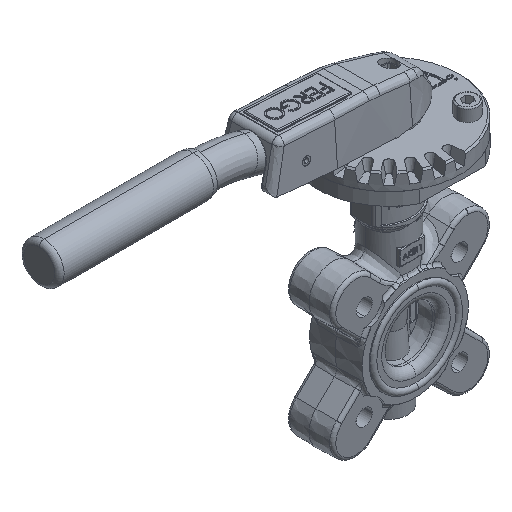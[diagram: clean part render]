
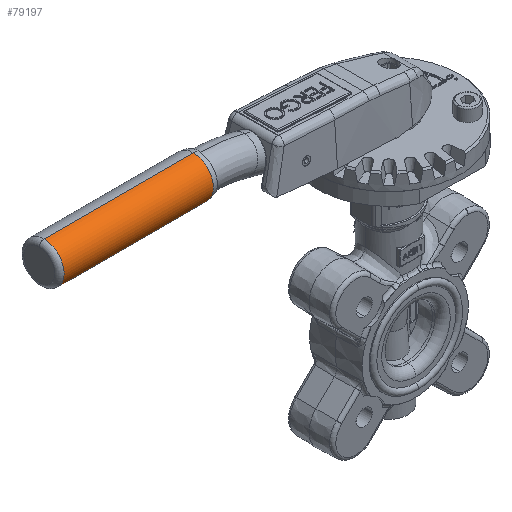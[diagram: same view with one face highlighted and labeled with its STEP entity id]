
A CAD part, isometric view. The second image highlights one B-rep face of the part: STEP entity #79197.
In plain terms, the highlighted cylindrical face has radius 12.65 mm (diameter 25.3 mm), a partial arc.
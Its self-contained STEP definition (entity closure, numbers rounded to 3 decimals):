
#91 = CARTESIAN_POINT ( 'NONE',  ( -151.905, 83.48, 234.486 ) ) ;
#941 = CYLINDRICAL_SURFACE ( 'NONE', #64564, 12.65 ) ;
#1385 = DIRECTION ( 'NONE',  ( 1., 0., 0. ) ) ;
#2865 = B_SPLINE_CURVE_WITH_KNOTS ( 'NONE', 3,
 ( #42066, #48095, #61956, #55055 ),
 .UNSPECIFIED., .F., .F.,
 ( 4, 4 ),
 ( 0., 1. ),
 .UNSPECIFIED. ) ;
#3904 = CARTESIAN_POINT ( 'NONE',  ( -57.905, 77.53, 248.851 ) ) ;
#5273 = CARTESIAN_POINT ( 'NONE',  ( -57.905, 88.195, 258.19 ) ) ;
#7055 = CARTESIAN_POINT ( 'NONE',  ( -151.905, 77.53, 242.228 ) ) ;
#7508 = CARTESIAN_POINT ( 'NONE',  ( -151.905, 86.54, 257.86 ) ) ;
#9217 = FACE_OUTER_BOUND ( 'NONE', #25027, .T. ) ;
#12044 = B_SPLINE_CURVE_WITH_KNOTS ( 'NONE', 3,
 ( #43725, #51638, #65896, #64990 ),
 .UNSPECIFIED., .F., .F.,
 ( 4, 4 ),
 ( 0., 1. ),
 .UNSPECIFIED. ) ;
#12184 = CARTESIAN_POINT ( 'NONE',  ( -57.905, 88.195, 232.89 ) ) ;
#13051 = CARTESIAN_POINT ( 'NONE',  ( -151.905, 77.201, 247.195 ) ) ;
#13511 = CARTESIAN_POINT ( 'NONE',  ( -151.905, 77.53, 248.851 ) ) ;
#14407 = CARTESIAN_POINT ( 'NONE',  ( -151.905, 79.735, 253.314 ) ) ;
#18823 = CARTESIAN_POINT ( 'NONE',  ( -57.905, 89.851, 258.19 ) ) ;
#25027 = EDGE_LOOP ( 'NONE', ( #88113, #57540, #61442, #53213 ) ) ;
#26001 = CARTESIAN_POINT ( 'NONE',  ( -151.905, 89.851, 232.89 ) ) ;
#27764 = CARTESIAN_POINT ( 'NONE',  ( -151.905, 82.077, 255.655 ) ) ;
#28454 = EDGE_CURVE ( 'NONE', #70526, #51702, #12044, .T. ) ;
#28682 = CARTESIAN_POINT ( 'NONE',  ( -151.905, 82.077, 235.424 ) ) ;
#30089 = CARTESIAN_POINT ( 'NONE',  ( -57.905, 89.851, 232.89 ) ) ;
#32006 = CARTESIAN_POINT ( 'NONE',  ( -57.905, 78.798, 239.169 ) ) ;
#32927 = CARTESIAN_POINT ( 'NONE',  ( -57.905, 82.077, 255.655 ) ) ;
#39846 = CARTESIAN_POINT ( 'NONE',  ( -57.905, 83.48, 234.486 ) ) ;
#42066 = CARTESIAN_POINT ( 'NONE',  ( -57.905, 89.851, 258.19 ) ) ;
#43725 = CARTESIAN_POINT ( 'NONE',  ( -151.905, 89.851, 232.89 ) ) ;
#46293 = CARTESIAN_POINT ( 'NONE',  ( -57.905, 79.735, 253.314 ) ) ;
#46795 = VERTEX_POINT ( 'NONE', #83142 ) ;
#47213 = CARTESIAN_POINT ( 'NONE',  ( -57.905, 77.53, 242.228 ) ) ;
#48095 = CARTESIAN_POINT ( 'NONE',  ( -89.238, 89.851, 258.19 ) ) ;
#48988 = CARTESIAN_POINT ( 'NONE',  ( -151.905, 78.798, 251.91 ) ) ;
#51638 = CARTESIAN_POINT ( 'NONE',  ( -120.571, 89.851, 232.89 ) ) ;
#51702 = VERTEX_POINT ( 'NONE', #30089 ) ;
#53213 = ORIENTED_EDGE ( 'NONE', *, *, #28454, .T. ) ;
#53739 = CARTESIAN_POINT ( 'NONE',  ( -57.905, 82.077, 235.424 ) ) ;
#55055 = CARTESIAN_POINT ( 'NONE',  ( -151.905, 89.851, 258.19 ) ) ;
#55487 = CARTESIAN_POINT ( 'NONE',  ( -151.905, 79.735, 237.766 ) ) ;
#57540 = ORIENTED_EDGE ( 'NONE', *, *, #68474, .T. ) ;
#59320 = B_SPLINE_CURVE_WITH_KNOTS ( 'NONE', 3,
 ( #84061, #71064, #7508, #62873, #27764, #14407, #48988, #13511, #13051, #70172, #7055, #63755, #55487, #28682, #91, #62403, #70627, #63323 ),
 .UNSPECIFIED., .F., .F.,
 ( 4, 2, 2, 2, 2, 2, 2, 2, 4 ),
 ( 0., 0.125, 0.25, 0.375, 0.5, 0.625, 0.75, 0.875, 1. ),
 .UNSPECIFIED. ) ;
#60144 = CARTESIAN_POINT ( 'NONE',  ( -57.905, 77.201, 247.195 ) ) ;
#60973 = VERTEX_POINT ( 'NONE', #18823 ) ;
#61442 = ORIENTED_EDGE ( 'NONE', *, *, #73126, .T. ) ;
#61546 = CARTESIAN_POINT ( 'NONE',  ( -57.905, 89.851, 232.89 ) ) ;
#61956 = CARTESIAN_POINT ( 'NONE',  ( -120.571, 89.851, 258.19 ) ) ;
#62403 = CARTESIAN_POINT ( 'NONE',  ( -151.905, 86.54, 233.219 ) ) ;
#62873 = CARTESIAN_POINT ( 'NONE',  ( -151.905, 83.48, 256.593 ) ) ;
#63323 = CARTESIAN_POINT ( 'NONE',  ( -151.905, 89.851, 232.89 ) ) ;
#63755 = CARTESIAN_POINT ( 'NONE',  ( -151.905, 78.798, 239.169 ) ) ;
#64138 = CARTESIAN_POINT ( 'NONE',  ( -159.905, 89.851, 245.54 ) ) ;
#64564 = AXIS2_PLACEMENT_3D ( 'NONE', #64138, #1385, #79776 ) ;
#64990 = CARTESIAN_POINT ( 'NONE',  ( -57.905, 89.851, 232.89 ) ) ;
#65896 = CARTESIAN_POINT ( 'NONE',  ( -89.238, 89.851, 232.89 ) ) ;
#67065 = CARTESIAN_POINT ( 'NONE',  ( -57.905, 78.798, 251.91 ) ) ;
#68474 = EDGE_CURVE ( 'NONE', #60973, #46795, #2865, .T. ) ;
#70172 = CARTESIAN_POINT ( 'NONE',  ( -151.905, 77.201, 243.884 ) ) ;
#70526 = VERTEX_POINT ( 'NONE', #26001 ) ;
#70627 = CARTESIAN_POINT ( 'NONE',  ( -151.905, 88.195, 232.89 ) ) ;
#71064 = CARTESIAN_POINT ( 'NONE',  ( -151.905, 88.195, 258.19 ) ) ;
#73126 = EDGE_CURVE ( 'NONE', #46795, #70526, #59320, .T. ) ;
#74409 = CARTESIAN_POINT ( 'NONE',  ( -57.905, 86.54, 233.219 ) ) ;
#74826 = B_SPLINE_CURVE_WITH_KNOTS ( 'NONE', 3,
 ( #75800, #5273, #75335, #80927, #32927, #46293, #67065, #3904, #60144, #88786, #47213, #32006, #88342, #53739, #39846, #74409, #12184, #61546 ),
 .UNSPECIFIED., .F., .F.,
 ( 4, 2, 2, 2, 2, 2, 2, 2, 4 ),
 ( 0., 0.125, 0.25, 0.375, 0.5, 0.625, 0.75, 0.875, 1. ),
 .UNSPECIFIED. ) ;
#75335 = CARTESIAN_POINT ( 'NONE',  ( -57.905, 86.54, 257.86 ) ) ;
#75800 = CARTESIAN_POINT ( 'NONE',  ( -57.905, 89.851, 258.19 ) ) ;
#79197 = ADVANCED_FACE ( 'NONE', ( #9217 ), #941, .T. ) ;
#79776 = DIRECTION ( 'NONE',  ( 0., 0., 1. ) ) ;
#80927 = CARTESIAN_POINT ( 'NONE',  ( -57.905, 83.48, 256.593 ) ) ;
#83142 = CARTESIAN_POINT ( 'NONE',  ( -151.905, 89.851, 258.19 ) ) ;
#83495 = EDGE_CURVE ( 'NONE', #60973, #51702, #74826, .T. ) ;
#84061 = CARTESIAN_POINT ( 'NONE',  ( -151.905, 89.851, 258.19 ) ) ;
#88113 = ORIENTED_EDGE ( 'NONE', *, *, #83495, .F. ) ;
#88342 = CARTESIAN_POINT ( 'NONE',  ( -57.905, 79.735, 237.766 ) ) ;
#88786 = CARTESIAN_POINT ( 'NONE',  ( -57.905, 77.201, 243.884 ) ) ;
